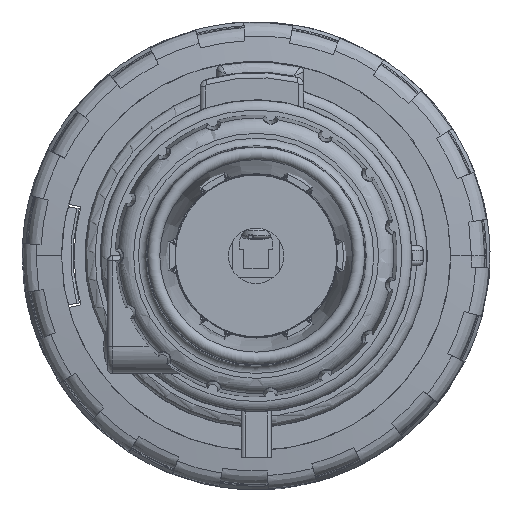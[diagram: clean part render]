
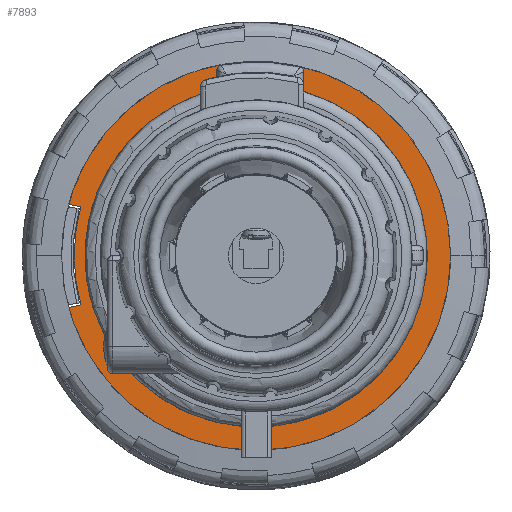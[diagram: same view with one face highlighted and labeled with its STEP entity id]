
A CAD part, front view. The second image highlights one B-rep face of the part: STEP entity #7893.
In plain terms, the highlighted planar face has unit normal (0, -1, 0).
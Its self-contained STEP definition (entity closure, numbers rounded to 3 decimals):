
#4190=LINE('',#49341,#5761);
#4195=LINE('',#49353,#5766);
#4199=LINE('',#49559,#5770);
#4201=LINE('',#49562,#5772);
#4206=LINE('',#49611,#5777);
#4211=LINE('',#49620,#5782);
#4216=LINE('',#49639,#5787);
#4220=LINE('',#49645,#5791);
#4308=LINE('',#50472,#5879);
#4309=LINE('',#50473,#5880);
#5761=VECTOR('',#32950,1.);
#5766=VECTOR('',#32961,1.);
#5770=VECTOR('',#32973,1.);
#5772=VECTOR('',#32977,1.);
#5777=VECTOR('',#32990,1.);
#5782=VECTOR('',#32999,1.);
#5787=VECTOR('',#33016,1.);
#5791=VECTOR('',#33024,1.);
#5879=VECTOR('',#33316,1.);
#5880=VECTOR('',#33317,1.);
#6895=PLANE('',#28455);
#7893=ADVANCED_FACE('',(#9380,#9381),#6895,.F.);
#9380=FACE_BOUND('',#10484,.T.);
#9381=FACE_BOUND('',#10485,.T.);
#10484=EDGE_LOOP('',(#15137,#15138,#15139,#15140,#15141,#15142,#15143,#15144,
#15145,#15146,#15147,#15148,#15149,#15150));
#10485=EDGE_LOOP('',(#15151,#15152,#15153,#15154,#15155,#15156));
#15137=ORIENTED_EDGE('',*,*,#24066,.T.);
#15138=ORIENTED_EDGE('',*,*,#24067,.T.);
#15139=ORIENTED_EDGE('',*,*,#23890,.T.);
#15140=ORIENTED_EDGE('',*,*,#23896,.T.);
#15141=ORIENTED_EDGE('',*,*,#23899,.T.);
#15142=ORIENTED_EDGE('',*,*,#24068,.T.);
#15143=ORIENTED_EDGE('',*,*,#24069,.T.);
#15144=ORIENTED_EDGE('',*,*,#23903,.T.);
#15145=ORIENTED_EDGE('',*,*,#23868,.T.);
#15146=ORIENTED_EDGE('',*,*,#23874,.T.);
#15147=ORIENTED_EDGE('',*,*,#24070,.T.);
#15148=ORIENTED_EDGE('',*,*,#23876,.T.);
#15149=ORIENTED_EDGE('',*,*,#23883,.T.);
#15150=ORIENTED_EDGE('',*,*,#23885,.T.);
#15151=ORIENTED_EDGE('',*,*,#23861,.F.);
#15152=ORIENTED_EDGE('',*,*,#24064,.T.);
#15153=ORIENTED_EDGE('',*,*,#23867,.T.);
#15154=ORIENTED_EDGE('',*,*,#23851,.T.);
#15155=ORIENTED_EDGE('',*,*,#23864,.T.);
#15156=ORIENTED_EDGE('',*,*,#23839,.T.);
#20619=VERTEX_POINT('',#49221);
#20622=VERTEX_POINT('',#49229);
#20628=VERTEX_POINT('',#49295);
#20630=VERTEX_POINT('',#49302);
#20635=VERTEX_POINT('',#49342);
#20638=VERTEX_POINT('',#49351);
#20639=VERTEX_POINT('',#49531);
#20640=VERTEX_POINT('',#49532);
#20645=VERTEX_POINT('',#49558);
#20646=VERTEX_POINT('',#49563);
#20647=VERTEX_POINT('',#49564);
#20652=VERTEX_POINT('',#49591);
#20653=VERTEX_POINT('',#49610);
#20656=VERTEX_POINT('',#49621);
#20657=VERTEX_POINT('',#49622);
#20660=VERTEX_POINT('',#49631);
#20663=VERTEX_POINT('',#49638);
#20664=VERTEX_POINT('',#49646);
#20776=VERTEX_POINT('',#50471);
#20777=VERTEX_POINT('',#50474);
#23839=EDGE_CURVE('',#20619,#20622,#26570,.T.);
#23851=EDGE_CURVE('',#20628,#20630,#26573,.T.);
#23861=EDGE_CURVE('',#20635,#20622,#4190,.T.);
#23864=EDGE_CURVE('',#20630,#20619,#26577,.T.);
#23867=EDGE_CURVE('',#20638,#20628,#4195,.T.);
#23868=EDGE_CURVE('',#20639,#20640,#26578,.T.);
#23874=EDGE_CURVE('',#20640,#20645,#4199,.T.);
#23876=EDGE_CURVE('',#20646,#20647,#4201,.T.);
#23883=EDGE_CURVE('',#20647,#20652,#26581,.T.);
#23885=EDGE_CURVE('',#20652,#20653,#4206,.T.);
#23890=EDGE_CURVE('',#20656,#20657,#4211,.T.);
#23896=EDGE_CURVE('',#20657,#20660,#26583,.T.);
#23899=EDGE_CURVE('',#20660,#20663,#4216,.T.);
#23903=EDGE_CURVE('',#20664,#20639,#4220,.T.);
#24064=EDGE_CURVE('',#20635,#20638,#26624,.T.);
#24066=EDGE_CURVE('',#20653,#20776,#26626,.T.);
#24067=EDGE_CURVE('',#20776,#20656,#4308,.T.);
#24068=EDGE_CURVE('',#20663,#20777,#4309,.T.);
#24069=EDGE_CURVE('',#20777,#20664,#26627,.T.);
#24070=EDGE_CURVE('',#20645,#20646,#26628,.T.);
#26570=CIRCLE('',#28315,1.);
#26573=CIRCLE('',#28321,1.);
#26577=CIRCLE('',#28330,38.5);
#26578=CIRCLE('',#28333,41.8);
#26581=CIRCLE('',#28339,41.8);
#26583=CIRCLE('',#28346,36.15);
#26624=CIRCLE('',#28449,34.);
#26626=CIRCLE('',#28452,42.7);
#26627=CIRCLE('',#28453,42.7);
#26628=CIRCLE('',#28454,42.7);
#28315=AXIS2_PLACEMENT_3D('',#49230,#32914,#32915);
#28321=AXIS2_PLACEMENT_3D('',#49303,#32930,#32931);
#28330=AXIS2_PLACEMENT_3D('',#49347,#32955,#32956);
#28333=AXIS2_PLACEMENT_3D('',#49530,#32964,#32965);
#28339=AXIS2_PLACEMENT_3D('',#49592,#32986,#32987);
#28346=AXIS2_PLACEMENT_3D('',#49632,#33009,#33010);
#28449=AXIS2_PLACEMENT_3D('',#50467,#33308,#33309);
#28452=AXIS2_PLACEMENT_3D('',#50470,#33314,#33315);
#28453=AXIS2_PLACEMENT_3D('',#50475,#33318,#33319);
#28454=AXIS2_PLACEMENT_3D('',#50476,#33320,#33321);
#28455=AXIS2_PLACEMENT_3D('',#50477,#33322,#33323);
#32914=DIRECTION('',(0.,1.,0.));
#32915=DIRECTION('',(1.,0.,0.));
#32930=DIRECTION('',(0.,1.,0.));
#32931=DIRECTION('',(1.,0.,0.));
#32950=DIRECTION('',(0.,0.,1.));
#32955=DIRECTION('',(0.,1.,0.));
#32956=DIRECTION('',(1.,0.,0.));
#32961=DIRECTION('',(0.,0.,1.));
#32964=DIRECTION('',(0.,-1.,0.));
#32965=DIRECTION('',(1.,0.,0.));
#32973=DIRECTION('',(0.,0.,-1.));
#32977=DIRECTION('',(-1.,0.,0.));
#32986=DIRECTION('',(0.,-1.,0.));
#32987=DIRECTION('',(1.,0.,0.));
#32990=DIRECTION('',(0.,0.,1.));
#32999=DIRECTION('',(0.978,0.,-0.208));
#33009=DIRECTION('',(0.,-1.,0.));
#33010=DIRECTION('',(1.,0.,0.));
#33016=DIRECTION('',(-0.978,0.,-0.208));
#33024=DIRECTION('',(1.,0.,0.));
#33308=DIRECTION('',(0.,1.,0.));
#33309=DIRECTION('',(0.,0.,-1.));
#33314=DIRECTION('',(0.,-1.,0.));
#33315=DIRECTION('',(1.,0.,0.));
#33316=DIRECTION('',(-0.268,0.,-0.964));
#33317=DIRECTION('',(0.268,0.,-0.964));
#33318=DIRECTION('',(0.,-1.,0.));
#33319=DIRECTION('',(1.,0.,0.));
#33320=DIRECTION('',(0.,-1.,0.));
#33321=DIRECTION('',(1.,0.,0.));
#33322=DIRECTION('',(0.,1.,0.));
#33323=DIRECTION('',(-1.,0.,0.));
#49221=CARTESIAN_POINT('',(8.727,19.2,37.498));
#49229=CARTESIAN_POINT('',(9.5,19.2,36.524));
#49230=CARTESIAN_POINT('',(8.5,19.2,36.524));
#49295=CARTESIAN_POINT('',(-7.8,19.2,36.878));
#49302=CARTESIAN_POINT('',(-6.981,19.2,37.862));
#49303=CARTESIAN_POINT('',(-6.8,19.2,36.878));
#49341=CARTESIAN_POINT('',(9.5,19.2,32.646));
#49342=CARTESIAN_POINT('',(9.5,19.2,32.646));
#49347=CARTESIAN_POINT('',(0.,19.2,0.));
#49351=CARTESIAN_POINT('',(-7.8,19.2,33.093));
#49353=CARTESIAN_POINT('',(-7.8,19.2,34.988));
#49530=CARTESIAN_POINT('',(0.,19.2,0.));
#49531=CARTESIAN_POINT('',(-33.044,19.2,-25.6));
#49532=CARTESIAN_POINT('',(-6.1,19.2,-41.353));
#49558=CARTESIAN_POINT('',(-6.1,19.2,-42.262));
#49559=CARTESIAN_POINT('',(-6.1,19.2,86.4));
#49562=CARTESIAN_POINT('',(-86.4,19.2,25.6));
#49563=CARTESIAN_POINT('',(34.175,19.2,25.6));
#49564=CARTESIAN_POINT('',(33.044,19.2,25.6));
#49591=CARTESIAN_POINT('',(6.1,19.2,41.353));
#49592=CARTESIAN_POINT('',(0.,19.2,0.));
#49610=CARTESIAN_POINT('',(6.1,19.2,42.262));
#49611=CARTESIAN_POINT('',(6.1,19.2,86.4));
#49620=CARTESIAN_POINT('',(-41.718,19.2,11.218));
#49621=CARTESIAN_POINT('',(-41.229,19.2,11.114));
#49622=CARTESIAN_POINT('',(-34.811,19.2,9.75));
#49631=CARTESIAN_POINT('',(-34.811,19.2,-9.75));
#49632=CARTESIAN_POINT('',(0.,19.2,0.));
#49638=CARTESIAN_POINT('',(-41.229,19.2,-11.114));
#49639=CARTESIAN_POINT('',(-34.81,19.2,-9.75));
#49645=CARTESIAN_POINT('',(-86.4,19.2,-25.6));
#49646=CARTESIAN_POINT('',(-34.175,19.2,-25.6));
#50467=CARTESIAN_POINT('',(0.,19.2,0.));
#50470=CARTESIAN_POINT('',(0.,19.2,0.));
#50471=CARTESIAN_POINT('',(-41.049,19.2,11.76));
#50472=CARTESIAN_POINT('',(-25.056,19.2,69.37));
#50473=CARTESIAN_POINT('',(-69.598,19.2,91.065));
#50474=CARTESIAN_POINT('',(-41.049,19.2,-11.76));
#50475=CARTESIAN_POINT('',(0.,19.2,0.));
#50476=CARTESIAN_POINT('',(0.,19.2,0.));
#50477=CARTESIAN_POINT('',(-86.4,19.2,86.4));
